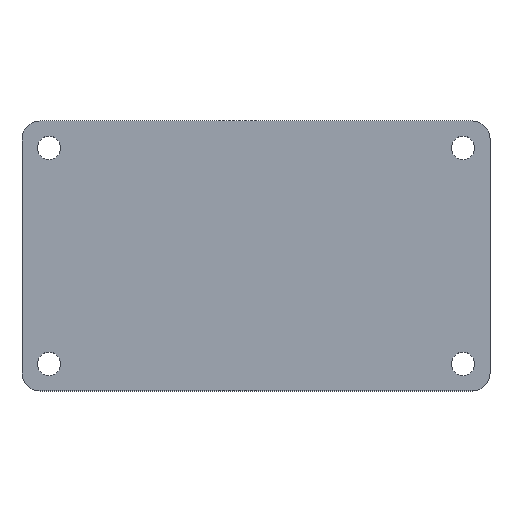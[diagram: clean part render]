
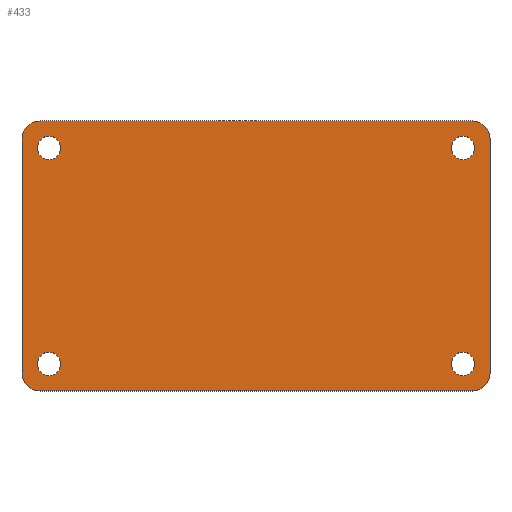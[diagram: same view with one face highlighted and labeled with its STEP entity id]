
A CAD part, top view. The second image highlights one B-rep face of the part: STEP entity #433.
In plain terms, the highlighted planar face has unit normal (0, 0, 1).
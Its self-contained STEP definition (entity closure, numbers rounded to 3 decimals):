
#24 = VERTEX_POINT('',#25);
#25 = CARTESIAN_POINT('',(0.,2.54,1.));
#31 = EDGE_CURVE('',#24,#32,#34,.T.);
#32 = VERTEX_POINT('',#33);
#33 = CARTESIAN_POINT('',(2.54,0.,1.));
#34 = CIRCLE('',#35,2.54);
#35 = AXIS2_PLACEMENT_3D('',#36,#37,#38);
#36 = CARTESIAN_POINT('',(2.54,2.54,1.));
#37 = DIRECTION('',(0.,0.,1.));
#38 = DIRECTION('',(1.,0.,0.));
#66 = VERTEX_POINT('',#67);
#67 = CARTESIAN_POINT('',(63.5,0.,1.));
#73 = EDGE_CURVE('',#66,#32,#74,.T.);
#74 = LINE('',#75,#76);
#75 = CARTESIAN_POINT('',(63.5,0.,1.));
#76 = VECTOR('',#77,1.);
#77 = DIRECTION('',(-1.,0.,0.));
#95 = EDGE_CURVE('',#66,#96,#98,.T.);
#96 = VERTEX_POINT('',#97);
#97 = CARTESIAN_POINT('',(66.04,2.54,1.));
#98 = CIRCLE('',#99,2.54);
#99 = AXIS2_PLACEMENT_3D('',#100,#101,#102);
#100 = CARTESIAN_POINT('',(63.5,2.54,1.));
#101 = DIRECTION('',(0.,0.,1.));
#102 = DIRECTION('',(1.,0.,0.));
#130 = VERTEX_POINT('',#131);
#131 = CARTESIAN_POINT('',(66.04,35.56,1.));
#137 = EDGE_CURVE('',#130,#96,#138,.T.);
#138 = LINE('',#139,#140);
#139 = CARTESIAN_POINT('',(66.04,35.56,1.));
#140 = VECTOR('',#141,1.);
#141 = DIRECTION('',(0.,-1.,0.));
#159 = EDGE_CURVE('',#130,#160,#162,.T.);
#160 = VERTEX_POINT('',#161);
#161 = CARTESIAN_POINT('',(63.5,38.1,1.));
#162 = CIRCLE('',#163,2.54);
#163 = AXIS2_PLACEMENT_3D('',#164,#165,#166);
#164 = CARTESIAN_POINT('',(63.5,35.56,1.));
#165 = DIRECTION('',(0.,0.,1.));
#166 = DIRECTION('',(1.,0.,0.));
#194 = VERTEX_POINT('',#195);
#195 = CARTESIAN_POINT('',(2.54,38.1,1.));
#201 = EDGE_CURVE('',#194,#160,#202,.T.);
#202 = LINE('',#203,#204);
#203 = CARTESIAN_POINT('',(2.54,38.1,1.));
#204 = VECTOR('',#205,1.);
#205 = DIRECTION('',(1.,0.,0.));
#223 = EDGE_CURVE('',#194,#224,#226,.T.);
#224 = VERTEX_POINT('',#225);
#225 = CARTESIAN_POINT('',(0.,35.56,1.));
#226 = CIRCLE('',#227,2.54);
#227 = AXIS2_PLACEMENT_3D('',#228,#229,#230);
#228 = CARTESIAN_POINT('',(2.54,35.56,1.));
#229 = DIRECTION('',(0.,0.,1.));
#230 = DIRECTION('',(1.,0.,0.));
#256 = EDGE_CURVE('',#24,#224,#257,.T.);
#257 = LINE('',#258,#259);
#258 = CARTESIAN_POINT('',(0.,2.54,1.));
#259 = VECTOR('',#260,1.);
#260 = DIRECTION('',(0.,1.,0.));
#280 = VERTEX_POINT('',#281);
#281 = CARTESIAN_POINT('',(63.881,34.29,1.));
#287 = EDGE_CURVE('',#280,#280,#288,.T.);
#288 = CIRCLE('',#289,1.651);
#289 = AXIS2_PLACEMENT_3D('',#290,#291,#292);
#290 = CARTESIAN_POINT('',(62.23,34.29,1.));
#291 = DIRECTION('',(0.,0.,1.));
#292 = DIRECTION('',(1.,0.,0.));
#313 = VERTEX_POINT('',#314);
#314 = CARTESIAN_POINT('',(63.881,3.81,1.));
#320 = EDGE_CURVE('',#313,#313,#321,.T.);
#321 = CIRCLE('',#322,1.651);
#322 = AXIS2_PLACEMENT_3D('',#323,#324,#325);
#323 = CARTESIAN_POINT('',(62.23,3.81,1.));
#324 = DIRECTION('',(0.,0.,1.));
#325 = DIRECTION('',(1.,0.,0.));
#346 = VERTEX_POINT('',#347);
#347 = CARTESIAN_POINT('',(5.461,34.29,1.));
#353 = EDGE_CURVE('',#346,#346,#354,.T.);
#354 = CIRCLE('',#355,1.651);
#355 = AXIS2_PLACEMENT_3D('',#356,#357,#358);
#356 = CARTESIAN_POINT('',(3.81,34.29,1.));
#357 = DIRECTION('',(0.,0.,1.));
#358 = DIRECTION('',(1.,0.,0.));
#379 = VERTEX_POINT('',#380);
#380 = CARTESIAN_POINT('',(5.461,3.81,1.));
#386 = EDGE_CURVE('',#379,#379,#387,.T.);
#387 = CIRCLE('',#388,1.651);
#388 = AXIS2_PLACEMENT_3D('',#389,#390,#391);
#389 = CARTESIAN_POINT('',(3.81,3.81,1.));
#390 = DIRECTION('',(0.,0.,1.));
#391 = DIRECTION('',(1.,0.,0.));
#433 = ADVANCED_FACE('',(#434,#444,#447,#450,#453),#456,.T.);
#434 = FACE_BOUND('',#435,.T.);
#435 = EDGE_LOOP('',(#436,#437,#438,#439,#440,#441,#442,#443));
#436 = ORIENTED_EDGE('',*,*,#31,.T.);
#437 = ORIENTED_EDGE('',*,*,#73,.F.);
#438 = ORIENTED_EDGE('',*,*,#95,.T.);
#439 = ORIENTED_EDGE('',*,*,#137,.F.);
#440 = ORIENTED_EDGE('',*,*,#159,.T.);
#441 = ORIENTED_EDGE('',*,*,#201,.F.);
#442 = ORIENTED_EDGE('',*,*,#223,.T.);
#443 = ORIENTED_EDGE('',*,*,#256,.F.);
#444 = FACE_BOUND('',#445,.F.);
#445 = EDGE_LOOP('',(#446));
#446 = ORIENTED_EDGE('',*,*,#287,.T.);
#447 = FACE_BOUND('',#448,.F.);
#448 = EDGE_LOOP('',(#449));
#449 = ORIENTED_EDGE('',*,*,#320,.T.);
#450 = FACE_BOUND('',#451,.F.);
#451 = EDGE_LOOP('',(#452));
#452 = ORIENTED_EDGE('',*,*,#353,.T.);
#453 = FACE_BOUND('',#454,.F.);
#454 = EDGE_LOOP('',(#455));
#455 = ORIENTED_EDGE('',*,*,#386,.T.);
#456 = PLANE('',#457);
#457 = AXIS2_PLACEMENT_3D('',#458,#459,#460);
#458 = CARTESIAN_POINT('',(33.02,19.05,1.));
#459 = DIRECTION('',(0.,0.,1.));
#460 = DIRECTION('',(1.,0.,0.));
